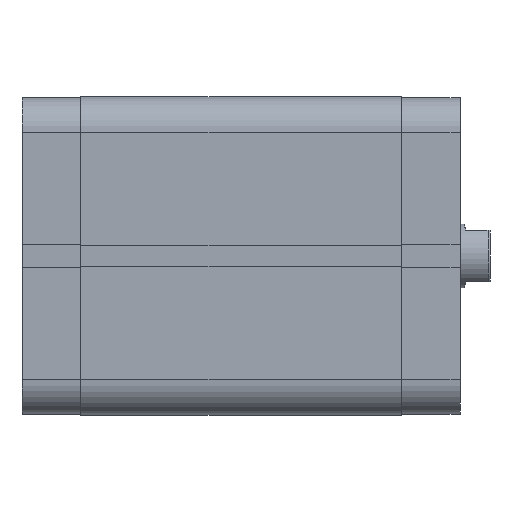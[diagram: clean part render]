
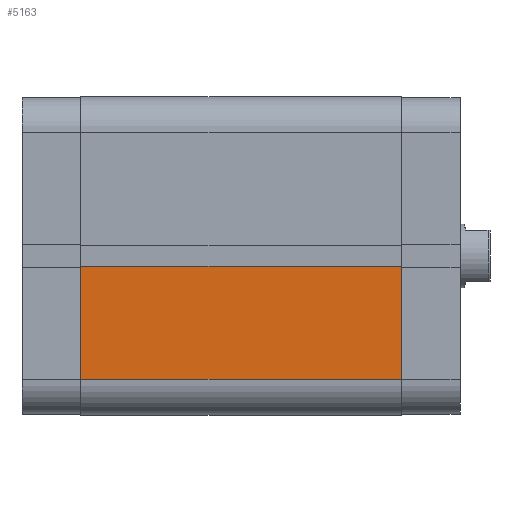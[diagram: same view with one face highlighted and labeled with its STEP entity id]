
A CAD part, front view. The second image highlights one B-rep face of the part: STEP entity #5163.
In plain terms, the highlighted planar face has unit normal (0, -1, 0).
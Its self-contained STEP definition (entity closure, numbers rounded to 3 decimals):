
#604 = AXIS2_PLACEMENT_3D ( 'NONE', #4317, #4323, #4324 ) ;
#960 = EDGE_LOOP ( 'NONE', ( #2112, #2086, #2084, #2088 ) ) ;
#2084 = ORIENTED_EDGE ( 'NONE', *, *, #2926, .F. ) ;
#2086 = ORIENTED_EDGE ( 'NONE', *, *, #2930, .F. ) ;
#2088 = ORIENTED_EDGE ( 'NONE', *, *, #2927, .T. ) ;
#2112 = ORIENTED_EDGE ( 'NONE', *, *, #2931, .T. ) ;
#2628 = VERTEX_POINT ( 'NONE', #6262 ) ;
#2667 = VERTEX_POINT ( 'NONE', #6300 ) ;
#2693 = VERTEX_POINT ( 'NONE', #6326 ) ;
#2704 = VERTEX_POINT ( 'NONE', #6337 ) ;
#2926 = EDGE_CURVE ( 'NONE', #2704, #2667, #3271, .T. ) ;
#2927 = EDGE_CURVE ( 'NONE', #2704, #2693, #3273, .T. ) ;
#2930 = EDGE_CURVE ( 'NONE', #2667, #2628, #3279, .T. ) ;
#2931 = EDGE_CURVE ( 'NONE', #2693, #2628, #3277, .T. ) ;
#3271 = LINE ( 'NONE', #6566, #3272 ) ;
#3272 = VECTOR ( 'NONE', #6567, 1000. ) ;
#3273 = LINE ( 'NONE', #6569, #3274 ) ;
#3274 = VECTOR ( 'NONE', #6570, 1000. ) ;
#3277 = LINE ( 'NONE', #6568, #3281 ) ;
#3279 = LINE ( 'NONE', #6576, #3280 ) ;
#3280 = VECTOR ( 'NONE', #6577, 1000. ) ;
#3281 = VECTOR ( 'NONE', #6579, 1000. ) ;
#3577 = FACE_OUTER_BOUND ( 'NONE', #960, .T. ) ;
#4314 = PLANE ( 'NONE',  #604 ) ;
#4317 = CARTESIAN_POINT ( 'NONE',  ( 0., -40., 80.5 ) ) ;
#4323 = DIRECTION ( 'NONE',  ( 0., 1., 0. ) ) ;
#4324 = DIRECTION ( 'NONE',  ( 0., 0., 1. ) ) ;
#5163 = ADVANCED_FACE ( 'NONE', ( #3577 ), #4314, .F. ) ;
#6262 = CARTESIAN_POINT ( 'NONE',  ( -2.6, -40., 0. ) ) ;
#6300 = CARTESIAN_POINT ( 'NONE',  ( -2.6, -40., 80.5 ) ) ;
#6326 = CARTESIAN_POINT ( 'NONE',  ( -31., -40., 0. ) ) ;
#6337 = CARTESIAN_POINT ( 'NONE',  ( -31., -40., 80.5 ) ) ;
#6566 = CARTESIAN_POINT ( 'NONE',  ( 0., -40., 80.5 ) ) ;
#6567 = DIRECTION ( 'NONE',  ( 1., 0., 0. ) ) ;
#6568 = CARTESIAN_POINT ( 'NONE',  ( 0., -40., 0. ) ) ;
#6569 = CARTESIAN_POINT ( 'NONE',  ( -31., -40., 80.5 ) ) ;
#6570 = DIRECTION ( 'NONE',  ( 0., 0., -1. ) ) ;
#6576 = CARTESIAN_POINT ( 'NONE',  ( -2.6, -40., 80.5 ) ) ;
#6577 = DIRECTION ( 'NONE',  ( 0., 0., -1. ) ) ;
#6579 = DIRECTION ( 'NONE',  ( 1., 0., 0. ) ) ;
